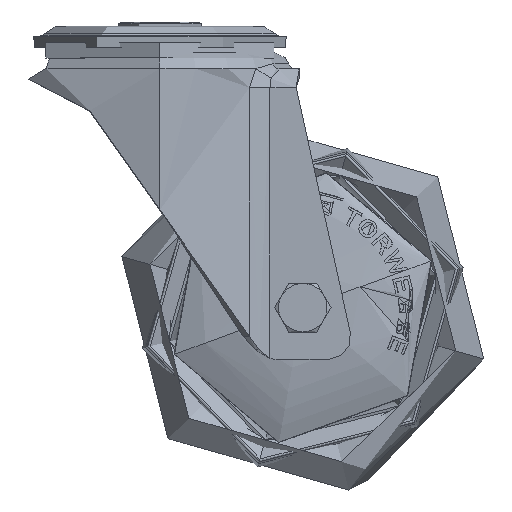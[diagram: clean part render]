
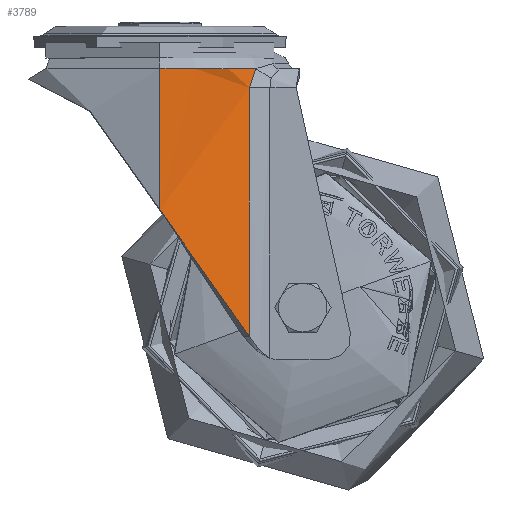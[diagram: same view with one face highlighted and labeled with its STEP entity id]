
A CAD part, top view. The second image highlights one B-rep face of the part: STEP entity #3789.
In plain terms, the highlighted cylindrical face has radius 35 mm (diameter 70 mm), a partial arc.
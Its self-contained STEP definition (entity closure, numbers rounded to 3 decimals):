
#743 = AXIS2_PLACEMENT_3D ( 'NONE', #12710, #31575, #10061 ) ;
#2138 = CARTESIAN_POINT ( 'NONE',  ( 23.825, -17.5, 25.639 ) ) ;
#2493 = CARTESIAN_POINT ( 'NONE',  ( 1.231, -51.753, 34.999 ) ) ;
#2611 = CARTESIAN_POINT ( 'NONE',  ( 23.895, -16.403, 25.574 ) ) ;
#2750 = LINE ( 'NONE', #13269, #18484 ) ;
#3420 = CARTESIAN_POINT ( 'NONE',  ( 23.825, -83.656, 25.64 ) ) ;
#3789 = ADVANCED_FACE ( 'NONE', ( #34971 ), #16323, .T. ) ;
#5879 = VERTEX_POINT ( 'NONE', #21017 ) ;
#5959 = CARTESIAN_POINT ( 'NONE',  ( 24.942, -13.153, 24.57 ) ) ;
#6430 = CARTESIAN_POINT ( 'NONE',  ( 23.831, -17.133, 25.634 ) ) ;
#6537 = CARTESIAN_POINT ( 'NONE',  ( 20.875, -79.491, 28.166 ) ) ;
#6967 = CARTESIAN_POINT ( 'NONE',  ( 25.531, -12.414, 23.941 ) ) ;
#7234 = CARTESIAN_POINT ( 'NONE',  ( 8.344, -61.797, 34.011 ) ) ;
#9881 = CARTESIAN_POINT ( 'NONE',  ( 0., -50.015, 35. ) ) ;
#10061 = DIRECTION ( 'NONE',  ( 0., 0., -1. ) ) ;
#10189 = EDGE_CURVE ( 'NONE', #5879, #29480, #2750, .T. ) ;
#10721 = B_SPLINE_CURVE_WITH_KNOTS ( 'NONE', 3,
 ( #25593, #11234, #40863, #26540 ),
 .UNSPECIFIED., .F., .F.,
 ( 4, 4 ),
 ( 0., 1. ),
 .UNSPECIFIED. ) ;
#10814 = CARTESIAN_POINT ( 'NONE',  ( 11.614, -66.414, 33.037 ) ) ;
#11234 = CARTESIAN_POINT ( 'NONE',  ( 23.825, -39.552, 25.639 ) ) ;
#12710 = CARTESIAN_POINT ( 'NONE',  ( 0., -111.94, 0. ) ) ;
#13048 = DIRECTION ( 'NONE',  ( 0., 1., 0. ) ) ;
#13114 = VERTEX_POINT ( 'NONE', #27411 ) ;
#13135 = B_SPLINE_CURVE_WITH_KNOTS ( 'NONE', 3,
 ( #2138, #39427, #6430, #13823, #13353, #42716, #35150, #20792, #20546, #46760, #2611, #25054, #27944, #14058, #17448, #24590, #39197, #38714, #31295, #17212, #38950, #5959, #35632 ),
 .UNSPECIFIED., .F., .F.,
 ( 4, 2, 1, 1, 1, 1, 2, 2, 2, 1, 1, 1, 2, 2, 4 ),
 ( 0., 0.125, 0.187, 0.219, 0.234, 0.242, 0.246, 0.25, 0.375, 0.437, 0.469, 0.484, 0.492, 0.5, 1. ),
 .UNSPECIFIED. ) ;
#13269 = CARTESIAN_POINT ( 'NONE',  ( 0., -111.94, 35. ) ) ;
#13353 = CARTESIAN_POINT ( 'NONE',  ( 23.86, -16.719, 25.607 ) ) ;
#13464 = CARTESIAN_POINT ( 'NONE',  ( 9.46, -63.373, 33.716 ) ) ;
#13823 = CARTESIAN_POINT ( 'NONE',  ( 23.849, -16.857, 25.617 ) ) ;
#13941 = CARTESIAN_POINT ( 'NONE',  ( 6.047, -58.554, 34.494 ) ) ;
#14058 = CARTESIAN_POINT ( 'NONE',  ( 24.039, -15.586, 25.439 ) ) ;
#14182 = CIRCLE ( 'NONE', #40901, 35. ) ;
#16323 = CYLINDRICAL_SURFACE ( 'NONE', #743, 35. ) ;
#17212 = CARTESIAN_POINT ( 'NONE',  ( 24.182, -15.04, 25.303 ) ) ;
#17448 = CARTESIAN_POINT ( 'NONE',  ( 24.078, -15.416, 25.402 ) ) ;
#18459 = EDGE_CURVE ( 'NONE', #38339, #29480, #14182, .T. ) ;
#18484 = VECTOR ( 'NONE', #13048, 1000. ) ;
#20009 = CARTESIAN_POINT ( 'NONE',  ( 23.825, -83.656, 25.64 ) ) ;
#20546 = CARTESIAN_POINT ( 'NONE',  ( 23.893, -16.419, 25.576 ) ) ;
#20678 = VERTEX_POINT ( 'NONE', #20009 ) ;
#20792 = CARTESIAN_POINT ( 'NONE',  ( 23.891, -16.436, 25.578 ) ) ;
#21017 = CARTESIAN_POINT ( 'NONE',  ( 0., -50.015, 35. ) ) ;
#21366 = CARTESIAN_POINT ( 'NONE',  ( 17.489, -74.71, 30.385 ) ) ;
#23651 = EDGE_CURVE ( 'NONE', #13114, #20678, #10721, .T. ) ;
#24176 = CARTESIAN_POINT ( 'NONE',  ( 0., -12.414, 0. ) ) ;
#24590 = CARTESIAN_POINT ( 'NONE',  ( 24.13, -15.219, 25.352 ) ) ;
#25054 = CARTESIAN_POINT ( 'NONE',  ( 23.927, -16.161, 25.544 ) ) ;
#25163 = CARTESIAN_POINT ( 'NONE',  ( 15.649, -72.112, 31.382 ) ) ;
#25593 = CARTESIAN_POINT ( 'NONE',  ( 23.825, -17.5, 25.639 ) ) ;
#25912 = ORIENTED_EDGE ( 'NONE', *, *, #18459, .T. ) ;
#26540 = CARTESIAN_POINT ( 'NONE',  ( 23.825, -83.656, 25.64 ) ) ;
#27411 = CARTESIAN_POINT ( 'NONE',  ( 23.825, -17.5, 25.639 ) ) ;
#27944 = CARTESIAN_POINT ( 'NONE',  ( 23.966, -15.929, 25.508 ) ) ;
#28379 = B_SPLINE_CURVE_WITH_KNOTS ( 'NONE', 3,
 ( #3420, #39311, #6537, #21366, #25163, #42597, #10814, #13464, #7234, #13941, #32344, #35280, #2493, #9881 ),
 .UNSPECIFIED., .F., .F.,
 ( 4, 2, 2, 2, 2, 2, 4 ),
 ( 0., 0.25, 0.5, 0.625, 0.75, 0.875, 1. ),
 .UNSPECIFIED. ) ;
#29480 = VERTEX_POINT ( 'NONE', #34566 ) ;
#30789 = EDGE_CURVE ( 'NONE', #13114, #38339, #13135, .T. ) ;
#31295 = CARTESIAN_POINT ( 'NONE',  ( 24.178, -15.052, 25.306 ) ) ;
#31575 = DIRECTION ( 'NONE',  ( 0., 1., 0. ) ) ;
#32344 = CARTESIAN_POINT ( 'NONE',  ( 4.867, -56.887, 34.682 ) ) ;
#32487 = ORIENTED_EDGE ( 'NONE', *, *, #33069, .F. ) ;
#33069 = EDGE_CURVE ( 'NONE', #20678, #5879, #28379, .T. ) ;
#34566 = CARTESIAN_POINT ( 'NONE',  ( 0., -12.414, 35. ) ) ;
#34971 = FACE_OUTER_BOUND ( 'NONE', #37560, .T. ) ;
#34989 = DIRECTION ( 'NONE',  ( 0., -1., 0. ) ) ;
#35150 = CARTESIAN_POINT ( 'NONE',  ( 23.886, -16.477, 25.582 ) ) ;
#35280 = CARTESIAN_POINT ( 'NONE',  ( 2.458, -53.485, 34.934 ) ) ;
#35632 = CARTESIAN_POINT ( 'NONE',  ( 25.531, -12.414, 23.941 ) ) ;
#37560 = EDGE_LOOP ( 'NONE', ( #46789, #32487, #45718, #44795, #25912 ) ) ;
#38339 = VERTEX_POINT ( 'NONE', #6967 ) ;
#38714 = CARTESIAN_POINT ( 'NONE',  ( 24.17, -15.08, 25.314 ) ) ;
#38791 = DIRECTION ( 'NONE',  ( 0.729, 0., 0.684 ) ) ;
#38950 = CARTESIAN_POINT ( 'NONE',  ( 24.483, -14.029, 25.015 ) ) ;
#39197 = CARTESIAN_POINT ( 'NONE',  ( 24.158, -15.122, 25.326 ) ) ;
#39311 = CARTESIAN_POINT ( 'NONE',  ( 22.425, -81.679, 26.94 ) ) ;
#39427 = CARTESIAN_POINT ( 'NONE',  ( 23.825, -17.317, 25.639 ) ) ;
#40863 = CARTESIAN_POINT ( 'NONE',  ( 23.825, -61.604, 25.64 ) ) ;
#40901 = AXIS2_PLACEMENT_3D ( 'NONE', #24176, #34989, #38791 ) ;
#42597 = CARTESIAN_POINT ( 'NONE',  ( 12.652, -67.88, 32.652 ) ) ;
#42716 = CARTESIAN_POINT ( 'NONE',  ( 23.877, -16.558, 25.591 ) ) ;
#44795 = ORIENTED_EDGE ( 'NONE', *, *, #30789, .T. ) ;
#45718 = ORIENTED_EDGE ( 'NONE', *, *, #23651, .F. ) ;
#46760 = CARTESIAN_POINT ( 'NONE',  ( 23.895, -16.407, 25.574 ) ) ;
#46789 = ORIENTED_EDGE ( 'NONE', *, *, #10189, .F. ) ;
